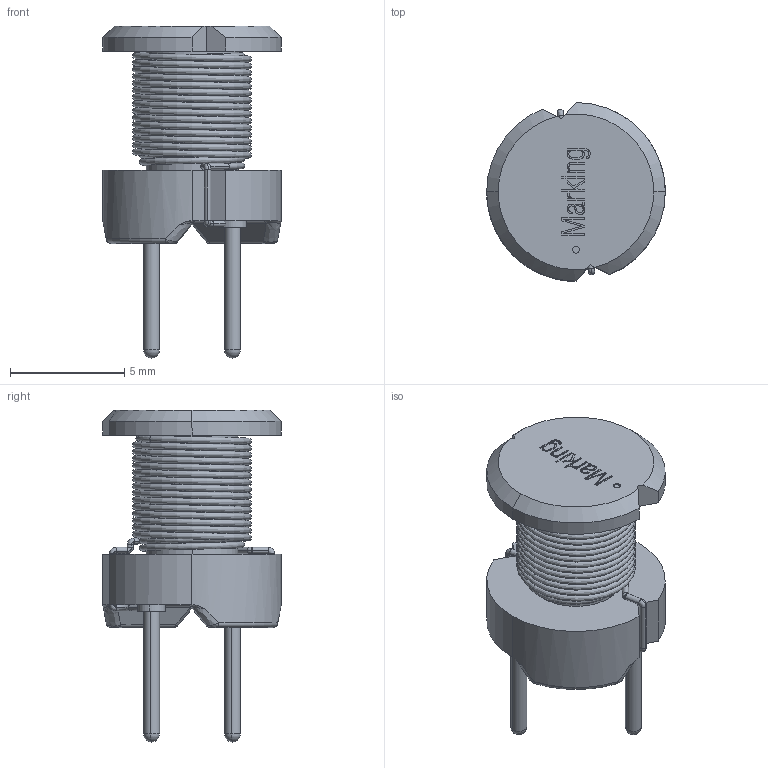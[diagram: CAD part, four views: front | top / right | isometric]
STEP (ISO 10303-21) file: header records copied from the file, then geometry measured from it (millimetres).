
FILE_DESCRIPTION(('STEP AP214'),'1');
FILE_NAME('45342.stp','2014-10-28T18:31:55',('TraceParts'),('TraceParts S.A.'),'XStep 1.0',' ',' ');
FILE_SCHEMA(('automotive_design'));
Length unit declared in the file: millimetre
Products named in the file (4): Assem1|Kern;Kern; Assem1|Kern-1;Kern; Assem1|Pin;Pin
Bounding box: 7.8 x 7.8 x 14.5 mm (x, y, z)
Volume: 259.2 mm3; surface area: 757.7 mm2
Topology: 4 solids, 4 shells, 223 faces, 561 edges, 361 vertices
Faces by surface type: plane 96, bspline 65, cylinder 40, torus 14, cone 4, sphere 4
Entity records: 25567 total; most frequent: CARTESIAN_POINT 14412, STYLED_ITEM 1141, PRESENTATION_STYLE_ASSIGNMENT 1141, COLOUR_RGB 1141, ORIENTED_EDGE 1114, DIRECTION 766, EDGE_CURVE 557, CURVE_STYLE 557
